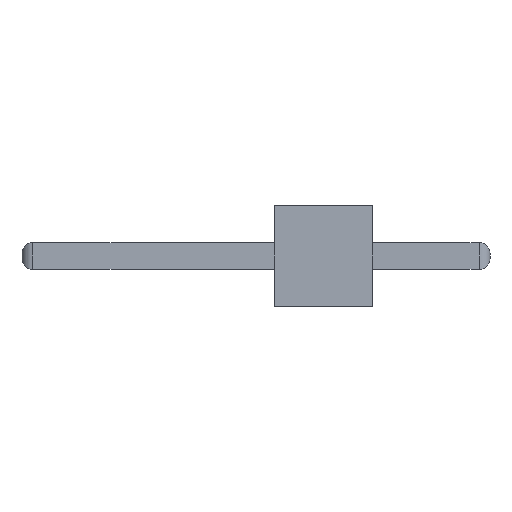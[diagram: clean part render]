
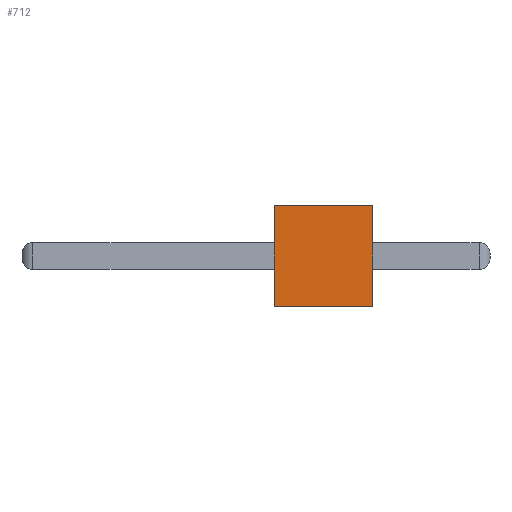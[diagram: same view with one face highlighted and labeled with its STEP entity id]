
A CAD part, left-side view. The second image highlights one B-rep face of the part: STEP entity #712.
In plain terms, the highlighted planar face has unit normal (-1, 0, 0).
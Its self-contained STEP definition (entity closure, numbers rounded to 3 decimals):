
#25 = VERTEX_POINT ( 'NONE', #4414 ) ;
#61 = VECTOR ( 'NONE', #1856, 1000. ) ;
#400 = VERTEX_POINT ( 'NONE', #4621 ) ;
#422 = EDGE_CURVE ( 'NONE', #25, #4410, #4613, .T. ) ;
#451 = DIRECTION ( 'NONE',  ( 0., 0., -1. ) ) ;
#579 = CARTESIAN_POINT ( 'NONE',  ( 0., 2.286, 1.168 ) ) ;
#712 = ADVANCED_FACE ( 'NONE', ( #1831 ), #3247, .T. ) ;
#716 = VECTOR ( 'NONE', #4758, 1000. ) ;
#838 = ORIENTED_EDGE ( 'NONE', *, *, #3193, .T. ) ;
#851 = AXIS2_PLACEMENT_3D ( 'NONE', #3362, #1083, #3750 ) ;
#1083 = DIRECTION ( 'NONE',  ( -1., 0., 0. ) ) ;
#1377 = VECTOR ( 'NONE', #4138, 1000. ) ;
#1449 = CARTESIAN_POINT ( 'NONE',  ( 0., 2.286, -1.168 ) ) ;
#1560 = ORIENTED_EDGE ( 'NONE', *, *, #1984, .T. ) ;
#1688 = LINE ( 'NONE', #579, #716 ) ;
#1729 = CARTESIAN_POINT ( 'NONE',  ( 0., 2.286, -1.168 ) ) ;
#1761 = EDGE_LOOP ( 'NONE', ( #2362, #4451, #1560, #838 ) ) ;
#1831 = FACE_OUTER_BOUND ( 'NONE', #1761, .T. ) ;
#1856 = DIRECTION ( 'NONE',  ( 0., -1., 0. ) ) ;
#1984 = EDGE_CURVE ( 'NONE', #400, #4856, #1688, .T. ) ;
#2362 = ORIENTED_EDGE ( 'NONE', *, *, #422, .F. ) ;
#3173 = EDGE_CURVE ( 'NONE', #400, #25, #4576, .T. ) ;
#3193 = EDGE_CURVE ( 'NONE', #4856, #4410, #3969, .T. ) ;
#3247 = PLANE ( 'NONE',  #851 ) ;
#3362 = CARTESIAN_POINT ( 'NONE',  ( 0., 2.286, 1.168 ) ) ;
#3493 = CARTESIAN_POINT ( 'NONE',  ( 0., 0., 1.168 ) ) ;
#3578 = VECTOR ( 'NONE', #451, 1000. ) ;
#3750 = DIRECTION ( 'NONE',  ( 0., 0., 1. ) ) ;
#3752 = CARTESIAN_POINT ( 'NONE',  ( 0., 2.286, 1.168 ) ) ;
#3969 = LINE ( 'NONE', #1449, #61 ) ;
#4138 = DIRECTION ( 'NONE',  ( 0., -1., 0. ) ) ;
#4410 = VERTEX_POINT ( 'NONE', #4665 ) ;
#4414 = CARTESIAN_POINT ( 'NONE',  ( 0., 0., 1.168 ) ) ;
#4451 = ORIENTED_EDGE ( 'NONE', *, *, #3173, .F. ) ;
#4576 = LINE ( 'NONE', #3752, #1377 ) ;
#4613 = LINE ( 'NONE', #3493, #3578 ) ;
#4621 = CARTESIAN_POINT ( 'NONE',  ( 0., 2.286, 1.168 ) ) ;
#4665 = CARTESIAN_POINT ( 'NONE',  ( 0., 0., -1.168 ) ) ;
#4758 = DIRECTION ( 'NONE',  ( 0., 0., -1. ) ) ;
#4856 = VERTEX_POINT ( 'NONE', #1729 ) ;
